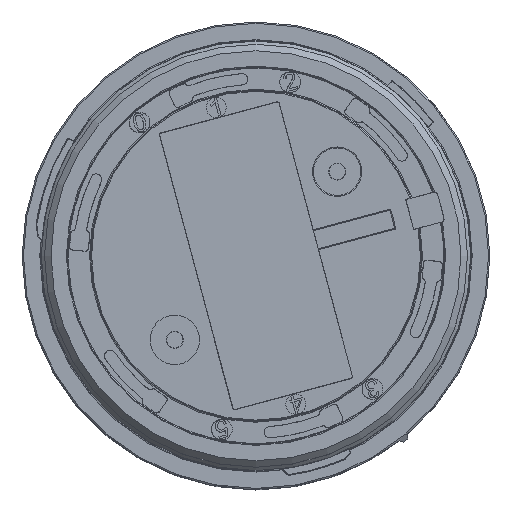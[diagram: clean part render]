
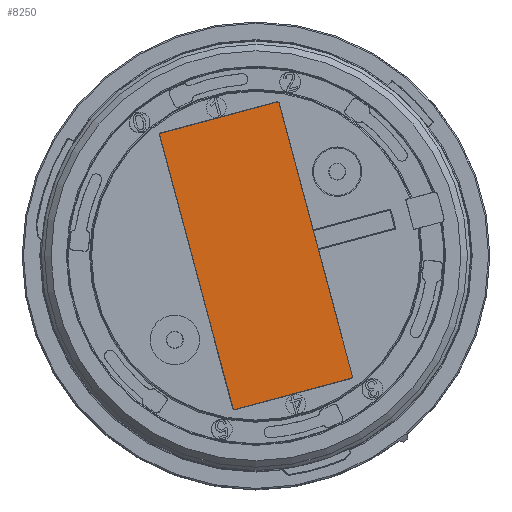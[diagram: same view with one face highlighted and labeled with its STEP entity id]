
A CAD part, top view. The second image highlights one B-rep face of the part: STEP entity #8250.
In plain terms, the highlighted planar face has unit normal (0, 0, 1).
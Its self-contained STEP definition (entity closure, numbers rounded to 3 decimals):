
#3667=ELLIPSE('',#23473,0.3,0.3);
#3668=ELLIPSE('',#23475,0.3,0.3);
#3669=ELLIPSE('',#23478,0.3,0.3);
#3670=ELLIPSE('',#23480,0.3,0.3);
#4867=LINE('',#32328,#5333);
#4872=LINE('',#32342,#5338);
#4873=LINE('',#32344,#5339);
#4874=LINE('',#32346,#5340);
#5333=VECTOR('',#26302,1.);
#5338=VECTOR('',#26317,1.);
#5339=VECTOR('',#26320,1.);
#5340=VECTOR('',#26323,1.);
#5748=FACE_OUTER_BOUND('',#10112,.T.);
#8250=ADVANCED_FACE('',(#5748),#9458,.T.);
#9458=PLANE('',#23491);
#10112=EDGE_LOOP('',(#12249,#12250,#12251,#12252,#12253,#12254,#12255,#12256));
#12249=ORIENTED_EDGE('',*,*,#19382,.F.);
#12250=ORIENTED_EDGE('',*,*,#19384,.T.);
#12251=ORIENTED_EDGE('',*,*,#19379,.F.);
#12252=ORIENTED_EDGE('',*,*,#19393,.T.);
#12253=ORIENTED_EDGE('',*,*,#19389,.F.);
#12254=ORIENTED_EDGE('',*,*,#19391,.T.);
#12255=ORIENTED_EDGE('',*,*,#19386,.F.);
#12256=ORIENTED_EDGE('',*,*,#19392,.T.);
#17501=VERTEX_POINT('',#32317);
#17502=VERTEX_POINT('',#32319);
#17503=VERTEX_POINT('',#32323);
#17504=VERTEX_POINT('',#32325);
#17505=VERTEX_POINT('',#32331);
#17506=VERTEX_POINT('',#32333);
#17507=VERTEX_POINT('',#32337);
#17508=VERTEX_POINT('',#32339);
#19379=EDGE_CURVE('',#17501,#17502,#3667,.T.);
#19382=EDGE_CURVE('',#17503,#17504,#3668,.T.);
#19384=EDGE_CURVE('',#17503,#17502,#4867,.T.);
#19386=EDGE_CURVE('',#17505,#17506,#3669,.T.);
#19389=EDGE_CURVE('',#17507,#17508,#3670,.T.);
#19391=EDGE_CURVE('',#17507,#17506,#4872,.T.);
#19392=EDGE_CURVE('',#17505,#17504,#4873,.T.);
#19393=EDGE_CURVE('',#17501,#17508,#4874,.T.);
#23473=AXIS2_PLACEMENT_3D('',#32318,#26291,#26292);
#23475=AXIS2_PLACEMENT_3D('',#32324,#26297,#26298);
#23478=AXIS2_PLACEMENT_3D('',#32332,#26306,#26307);
#23480=AXIS2_PLACEMENT_3D('',#32338,#26312,#26313);
#23491=AXIS2_PLACEMENT_3D('',#32357,#26338,#26339);
#26291=DIRECTION('',(0.,0.,-1.));
#26292=DIRECTION('',(-0.866,0.5,0.));
#26297=DIRECTION('',(0.,0.,-1.));
#26298=DIRECTION('',(0.5,0.866,0.));
#26302=DIRECTION('',(0.966,0.259,0.));
#26306=DIRECTION('',(0.,0.,-1.));
#26307=DIRECTION('',(0.866,-0.5,0.));
#26312=DIRECTION('',(0.,0.,-1.));
#26313=DIRECTION('',(-0.5,-0.866,0.));
#26317=DIRECTION('',(-0.966,-0.259,0.));
#26320=DIRECTION('',(0.259,-0.966,0.));
#26323=DIRECTION('',(-0.259,0.966,0.));
#26338=DIRECTION('',(0.,0.,1.));
#26339=DIRECTION('',(1.,0.,0.));
#32317=CARTESIAN_POINT('',(14.803,-18.508,132.15));
#32318=CARTESIAN_POINT('',(14.514,-18.586,132.15));
#32319=CARTESIAN_POINT('',(14.591,-18.875,132.15));
#32323=CARTESIAN_POINT('',(-3.199,-23.642,132.15));
#32324=CARTESIAN_POINT('',(-3.276,-23.352,132.15));
#32325=CARTESIAN_POINT('',(-3.566,-23.43,132.15));
#32328=CARTESIAN_POINT('',(-4.846,-24.083,132.15));
#32331=CARTESIAN_POINT('',(-14.803,18.508,132.15));
#32332=CARTESIAN_POINT('',(-14.514,18.586,132.15));
#32333=CARTESIAN_POINT('',(-14.591,18.875,132.15));
#32337=CARTESIAN_POINT('',(3.199,23.642,132.15));
#32338=CARTESIAN_POINT('',(3.276,23.352,132.15));
#32339=CARTESIAN_POINT('',(3.566,23.43,132.15));
#32342=CARTESIAN_POINT('',(-16.238,18.434,132.15));
#32344=CARTESIAN_POINT('',(-10.106,0.975,132.15));
#32346=CARTESIAN_POINT('',(8.264,5.898,132.15));
#32357=CARTESIAN_POINT('',(0.,0.,132.15));
